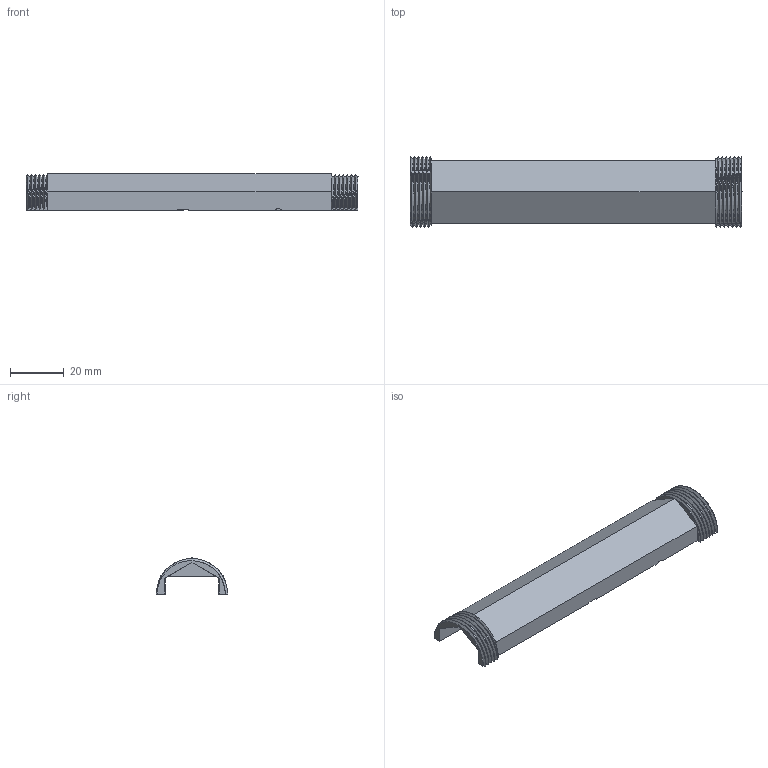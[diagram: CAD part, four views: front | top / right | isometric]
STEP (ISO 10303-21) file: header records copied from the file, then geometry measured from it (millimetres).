
FILE_DESCRIPTION(/* description */ (''),/* implementation_level */ '2;1');
FILE_NAME(/* name */ 'shell1.step',/* time_stamp */ '2024-08-07T17:18:49+08:00',/* author */ (''),/* organization */ (''),/* preprocessor_version */ 'ST-DEVELOPER v20',/* originating_system */ 'Autodesk Translation Framework v13.14.0.145',/* authorisation */ '');
FILE_SCHEMA (('AUTOMOTIVE_DESIGN { 1 0 10303 214 3 1 1 }'));
Length unit declared in the file: millimetre
Products named in the file (1): Wand
Bounding box: 123.9 x 26.55 x 13.51 mm (x, y, z)
Volume: 7818.1 mm3; surface area: 10530.1 mm2
Topology: 1 solids, 1 shells, 105 faces, 293 edges, 190 vertices
Faces by surface type: plane 45, cylinder 33, bspline 27
Entity records: 5837 total; most frequent: CARTESIAN_POINT 3414, ORIENTED_EDGE 586, DIRECTION 359, EDGE_CURVE 293, VERTEX_POINT 190, LINE 153, VECTOR 153, B_SPLINE_CURVE_WITH_KNOTS 116
